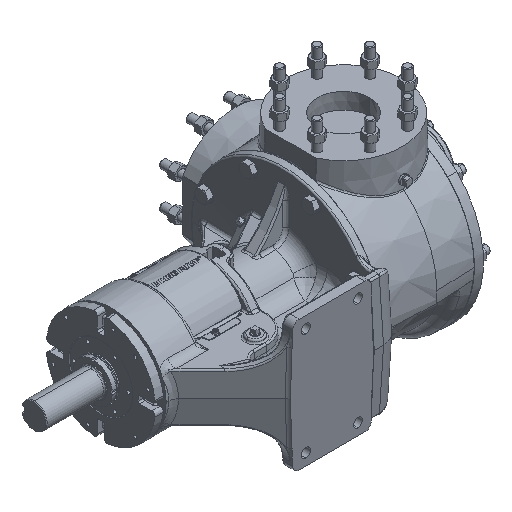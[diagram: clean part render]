
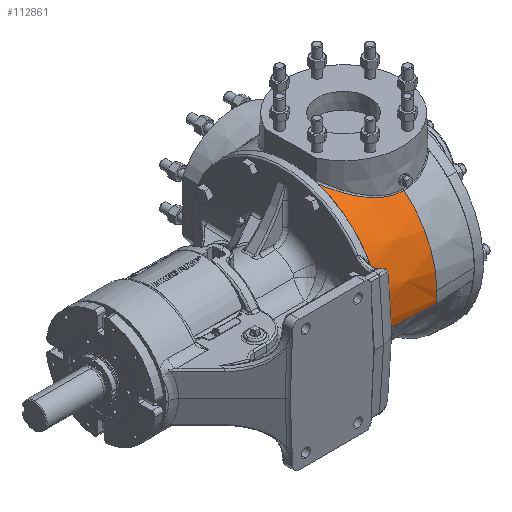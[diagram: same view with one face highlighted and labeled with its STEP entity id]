
A CAD part, isometric view. The second image highlights one B-rep face of the part: STEP entity #112861.
In plain terms, the highlighted conical face has half-angle 2 degrees and reference radius 177.8 mm.
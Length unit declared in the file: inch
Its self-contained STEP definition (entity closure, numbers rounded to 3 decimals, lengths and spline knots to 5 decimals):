
#6636 = CARTESIAN_POINT ( 'NONE',  ( 3.27024, -4.56048, 5.46568 ) ) ;
#10075 = CARTESIAN_POINT ( 'NONE',  ( 0.88085, -3.32158, 6.20364 ) ) ;
#10116 = EDGE_LOOP ( 'NONE', ( #57986, #59593, #75536, #160594, #113671, #158367 ) ) ;
#14697 = VERTEX_POINT ( 'NONE', #166211 ) ;
#16327 = CONICAL_SURFACE ( 'NONE', #134273, 7., 0.035 ) ;
#18408 = EDGE_CURVE ( 'NONE', #67533, #57343, #78447, .T. ) ;
#19810 = CARTESIAN_POINT ( 'NONE',  ( 0.1136, -2.344, 6.60742 ) ) ;
#20278 = EDGE_CURVE ( 'NONE', #150561, #67533, #73065, .T. ) ;
#20831 = DIRECTION ( 'NONE',  ( 1., 0., 0. ) ) ;
#21535 = CARTESIAN_POINT ( 'NONE',  ( 3.70232, -4.62648, 5.42986 ) ) ;
#22401 = CARTESIAN_POINT ( 'NONE',  ( 4.14, -4.6418, 5.43678 ) ) ;
#22660 = AXIS2_PLACEMENT_3D ( 'NONE', #149123, #82386, #84141 ) ;
#32984 = CARTESIAN_POINT ( 'NONE',  ( 2.64576, -4.40131, 5.5673 ) ) ;
#34446 = CARTESIAN_POINT ( 'NONE',  ( 4.14, -4.64184, 5.43674 ) ) ;
#36446 = CARTESIAN_POINT ( 'NONE',  ( 2.15669, -4.19965, 5.69939 ) ) ;
#41819 = DIRECTION ( 'NONE',  ( 0.999, -0.035, -0.004 ) ) ;
#42536 = AXIS2_PLACEMENT_3D ( 'NONE', #127935, #20831, #111300 ) ;
#44332 = CARTESIAN_POINT ( 'NONE',  ( 4.14, -4.6418, 5.43678 ) ) ;
#47901 = CARTESIAN_POINT ( 'NONE',  ( 2.44663, -4.32887, 5.61552 ) ) ;
#49610 = CARTESIAN_POINT ( 'NONE',  ( 2.01457, -4.12994, 5.744 ) ) ;
#51462 = CARTESIAN_POINT ( 'NONE',  ( 4.14, -7.09548, -0.87121 ) ) ;
#52173 = EDGE_CURVE ( 'NONE', #166334, #57343, #108518, .T. ) ;
#57343 = VERTEX_POINT ( 'NONE', #51462 ) ;
#57986 = ORIENTED_EDGE ( 'NONE', *, *, #95192, .T. ) ;
#58356 = FACE_OUTER_BOUND ( 'NONE', #10116, .T. ) ;
#59593 = ORIENTED_EDGE ( 'NONE', *, *, #117475, .T. ) ;
#62631 = VERTEX_POINT ( 'NONE', #77663 ) ;
#67299 = CARTESIAN_POINT ( 'NONE',  ( -200.57377, 0., 0. ) ) ;
#67533 = VERTEX_POINT ( 'NONE', #76367 ) ;
#72382 = B_SPLINE_CURVE_WITH_KNOTS ( 'NONE', 3,
 ( #84725, #73282, #138259, #44332 ),
 .UNSPECIFIED., .F., .F.,
 ( 4, 4 ),
 ( 0., 0. ),
 .UNSPECIFIED. ) ;
#73065 = CIRCLE ( 'NONE', #22660, 7.14876 ) ;
#73282 = CARTESIAN_POINT ( 'NONE',  ( 4.14, -4.64182, 5.43675 ) ) ;
#74241 = CARTESIAN_POINT ( 'NONE',  ( 2.0616, -4.15367, 5.72888 ) ) ;
#75105 = CARTESIAN_POINT ( 'NONE',  ( 0.40515, -2.77533, 6.44692 ) ) ;
#75536 = ORIENTED_EDGE ( 'NONE', *, *, #52173, .T. ) ;
#75970 = CARTESIAN_POINT ( 'NONE',  ( 0.46845, -2.85782, 6.41316 ) ) ;
#76367 = CARTESIAN_POINT ( 'NONE',  ( 4.14, -7.14876, 0. ) ) ;
#76822 = CARTESIAN_POINT ( 'NONE',  ( 1.51681, -3.84031, 5.92215 ) ) ;
#77663 = CARTESIAN_POINT ( 'NONE',  ( 4.14, -4.6418, 5.43678 ) ) ;
#78447 = CIRCLE ( 'NONE', #84098, 7.14876 ) ;
#82386 = DIRECTION ( 'NONE',  ( 1., 0., 0. ) ) ;
#84098 = AXIS2_PLACEMENT_3D ( 'NONE', #124306, #98012, #84851 ) ;
#84141 = DIRECTION ( 'NONE',  ( 0., 1., 0. ) ) ;
#84725 = CARTESIAN_POINT ( 'NONE',  ( 4.14, -4.64184, 5.43674 ) ) ;
#84851 = DIRECTION ( 'NONE',  ( 0., 1., 0. ) ) ;
#86562 = CARTESIAN_POINT ( 'NONE',  ( 0.60068, -3.01868, 6.34415 ) ) ;
#95192 = EDGE_CURVE ( 'NONE', #62631, #14697, #108989, .T. ) ;
#98012 = DIRECTION ( 'NONE',  ( 1., 0., 0. ) ) ;
#100581 = CARTESIAN_POINT ( 'NONE',  ( 1.03076, -3.46119, 6.13238 ) ) ;
#102306 = CARTESIAN_POINT ( 'NONE',  ( 0.015, -2.15734, 6.66423 ) ) ;
#108518 = LINE ( 'NONE', #67299, #150165 ) ;
#108989 = B_SPLINE_CURVE_WITH_KNOTS ( 'NONE', 3,
 ( #22401, #126904, #21535, #130352, #141799, #6636, #142679, #115491, #156746, #32984, #47901, #140095, #36446, #74241, #49610, #168202, #155024, #76822, #169901, #100581, #10075, #127766, #86562, #75970, #75105, #128626, #19810, #102306 ),
 .UNSPECIFIED., .F., .F.,
 ( 4, 2, 2, 2, 2, 2, 2, 2, 2, 2, 2, 2, 2, 4 ),
 ( 0., 0.01665, 0.02081, 0.02498, 0.0333, 0.04995, 0.05412, 0.05828, 0.0666, 0.08326, 0.09991, 0.10823, 0.11656, 0.13321 ),
 .UNSPECIFIED. ) ;
#111300 = DIRECTION ( 'NONE',  ( 0., 0., -1. ) ) ;
#112861 = ADVANCED_FACE ( 'Defeatured_0_1920', ( #58356 ), #16327, .T. ) ;
#113671 = ORIENTED_EDGE ( 'NONE', *, *, #20278, .F. ) ;
#115491 = CARTESIAN_POINT ( 'NONE',  ( 3.05801, -4.51603, 5.49292 ) ) ;
#117089 = DIRECTION ( 'NONE',  ( 0., 1., 0. ) ) ;
#117475 = EDGE_CURVE ( 'NONE', #14697, #166334, #120965, .T. ) ;
#120965 = CIRCLE ( 'NONE', #42536, 7.00471 ) ;
#123312 = CARTESIAN_POINT ( 'NONE',  ( 0.015, -6.9525, -0.85366 ) ) ;
#124306 = CARTESIAN_POINT ( 'NONE',  ( 4.14, 0., 0. ) ) ;
#126904 = CARTESIAN_POINT ( 'NONE',  ( 3.92032, -4.64187, 5.42662 ) ) ;
#127766 = CARTESIAN_POINT ( 'NONE',  ( 0.6691, -3.09641, 6.30917 ) ) ;
#127935 = CARTESIAN_POINT ( 'NONE',  ( 0.015, 0., 0. ) ) ;
#128626 = CARTESIAN_POINT ( 'NONE',  ( 0.22358, -2.52156, 6.54544 ) ) ;
#130237 = DIRECTION ( 'NONE',  ( 1., 0., 0. ) ) ;
#130352 = CARTESIAN_POINT ( 'NONE',  ( 3.43189, -4.58821, 5.44979 ) ) ;
#134273 = AXIS2_PLACEMENT_3D ( 'NONE', #144279, #130237, #117089 ) ;
#138259 = CARTESIAN_POINT ( 'NONE',  ( 4.14, -4.64181, 5.43676 ) ) ;
#139658 = EDGE_CURVE ( 'NONE', #150561, #62631, #72382, .T. ) ;
#140095 = CARTESIAN_POINT ( 'NONE',  ( 2.20477, -4.2219, 5.68501 ) ) ;
#141799 = CARTESIAN_POINT ( 'NONE',  ( 3.37785, -4.57959, 5.45458 ) ) ;
#142679 = CARTESIAN_POINT ( 'NONE',  ( 3.21687, -4.55002, 5.47197 ) ) ;
#144279 = CARTESIAN_POINT ( 'NONE',  ( -0.12, 0., 0. ) ) ;
#149123 = CARTESIAN_POINT ( 'NONE',  ( 4.14, 0., 0. ) ) ;
#150165 = VECTOR ( 'NONE', #41819, 39.37008 ) ;
#150561 = VERTEX_POINT ( 'NONE', #34446 ) ;
#155024 = CARTESIAN_POINT ( 'NONE',  ( 1.78403, -4.00468, 5.82253 ) ) ;
#156746 = CARTESIAN_POINT ( 'NONE',  ( 2.95378, -4.48987, 5.50967 ) ) ;
#158367 = ORIENTED_EDGE ( 'NONE', *, *, #139658, .T. ) ;
#160594 = ORIENTED_EDGE ( 'NONE', *, *, #18408, .F. ) ;
#166211 = CARTESIAN_POINT ( 'NONE',  ( 0.015, -2.15734, 6.66423 ) ) ;
#166334 = VERTEX_POINT ( 'NONE', #123312 ) ;
#168202 = CARTESIAN_POINT ( 'NONE',  ( 1.87503, -4.05655, 5.79033 ) ) ;
#169901 = CARTESIAN_POINT ( 'NONE',  ( 1.34872, -3.72053, 5.99167 ) ) ;
